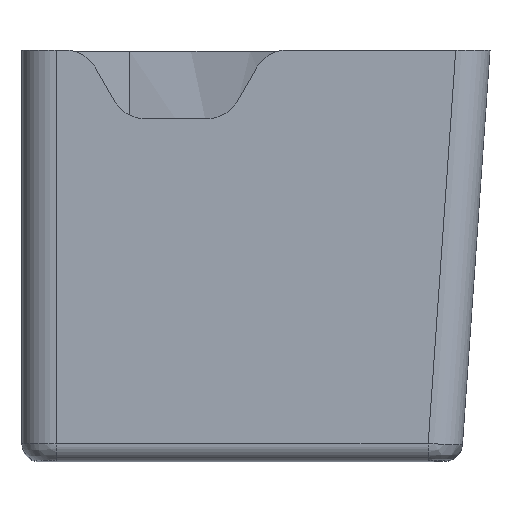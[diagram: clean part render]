
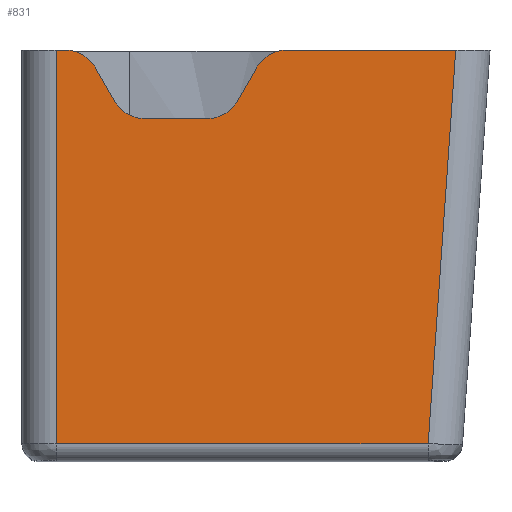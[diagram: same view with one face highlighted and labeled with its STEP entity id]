
A CAD part, top view. The second image highlights one B-rep face of the part: STEP entity #831.
In plain terms, the highlighted planar face has unit normal (0, 0, 1).
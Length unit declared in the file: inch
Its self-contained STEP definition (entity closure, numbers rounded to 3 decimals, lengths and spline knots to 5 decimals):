
#38=PLANE('',#903);
#57=FACE_OUTER_BOUND('',#107,.T.);
#107=EDGE_LOOP('',(#571,#572,#573,#574,#575,#576,#577,#578,#579,#580,#581,
#582));
#157=LINE('',#1282,#229);
#166=LINE('',#1312,#238);
#167=LINE('',#1316,#239);
#168=LINE('',#1320,#240);
#169=LINE('',#1324,#241);
#170=LINE('',#1326,#242);
#171=LINE('',#1328,#243);
#172=LINE('',#1329,#244);
#229=VECTOR('',#1006,0.3937);
#238=VECTOR('',#1029,0.3937);
#239=VECTOR('',#1032,0.3937);
#240=VECTOR('',#1035,0.3937);
#241=VECTOR('',#1038,0.3937);
#242=VECTOR('',#1039,0.3937);
#243=VECTOR('',#1040,0.3937);
#244=VECTOR('',#1041,0.3937);
#299=CIRCLE('',#894,0.25);
#303=CIRCLE('',#904,0.25);
#304=CIRCLE('',#905,0.25);
#305=CIRCLE('',#906,0.25);
#343=VERTEX_POINT('',#1272);
#344=VERTEX_POINT('',#1273);
#347=VERTEX_POINT('',#1281);
#361=VERTEX_POINT('',#1311);
#362=VERTEX_POINT('',#1313);
#363=VERTEX_POINT('',#1315);
#364=VERTEX_POINT('',#1317);
#365=VERTEX_POINT('',#1319);
#366=VERTEX_POINT('',#1321);
#367=VERTEX_POINT('',#1323);
#368=VERTEX_POINT('',#1325);
#369=VERTEX_POINT('',#1327);
#423=EDGE_CURVE('',#343,#344,#299,.T.);
#427=EDGE_CURVE('',#347,#344,#157,.T.);
#442=EDGE_CURVE('',#343,#361,#166,.T.);
#443=EDGE_CURVE('',#362,#361,#303,.T.);
#444=EDGE_CURVE('',#362,#363,#167,.T.);
#445=EDGE_CURVE('',#364,#363,#304,.T.);
#446=EDGE_CURVE('',#364,#365,#168,.T.);
#447=EDGE_CURVE('',#366,#365,#305,.T.);
#448=EDGE_CURVE('',#366,#367,#169,.T.);
#449=EDGE_CURVE('',#367,#368,#170,.T.);
#450=EDGE_CURVE('',#368,#369,#171,.T.);
#451=EDGE_CURVE('',#369,#347,#172,.T.);
#571=ORIENTED_EDGE('',*,*,#423,.F.);
#572=ORIENTED_EDGE('',*,*,#442,.T.);
#573=ORIENTED_EDGE('',*,*,#443,.F.);
#574=ORIENTED_EDGE('',*,*,#444,.T.);
#575=ORIENTED_EDGE('',*,*,#445,.F.);
#576=ORIENTED_EDGE('',*,*,#446,.T.);
#577=ORIENTED_EDGE('',*,*,#447,.F.);
#578=ORIENTED_EDGE('',*,*,#448,.T.);
#579=ORIENTED_EDGE('',*,*,#449,.T.);
#580=ORIENTED_EDGE('',*,*,#450,.T.);
#581=ORIENTED_EDGE('',*,*,#451,.T.);
#582=ORIENTED_EDGE('',*,*,#427,.T.);
#831=ADVANCED_FACE('',(#57),#38,.F.);
#894=AXIS2_PLACEMENT_3D('',#1274,#998,#999);
#903=AXIS2_PLACEMENT_3D('',#1310,#1027,#1028);
#904=AXIS2_PLACEMENT_3D('',#1314,#1030,#1031);
#905=AXIS2_PLACEMENT_3D('',#1318,#1033,#1034);
#906=AXIS2_PLACEMENT_3D('',#1322,#1036,#1037);
#998=DIRECTION('center_axis',(0.,0.,-1.));
#999=DIRECTION('ref_axis',(-0.5,0.866,0.));
#1006=DIRECTION('',(-1.,0.,0.));
#1027=DIRECTION('center_axis',(0.,0.,-1.));
#1028=DIRECTION('ref_axis',(-1.,0.,0.));
#1029=DIRECTION('',(-0.5,-0.866,0.));
#1030=DIRECTION('center_axis',(0.,0.,1.));
#1031=DIRECTION('ref_axis',(0.5,-0.866,0.));
#1032=DIRECTION('',(-1.,0.,0.));
#1033=DIRECTION('center_axis',(0.,0.,1.));
#1034=DIRECTION('ref_axis',(-0.5,-0.866,0.));
#1035=DIRECTION('',(-0.5,0.866,0.));
#1036=DIRECTION('center_axis',(0.,0.,-1.));
#1037=DIRECTION('ref_axis',(0.5,0.866,0.));
#1038=DIRECTION('',(-1.,0.,0.));
#1039=DIRECTION('',(0.,-1.,0.));
#1040=DIRECTION('',(1.,0.,0.));
#1041=DIRECTION('',(0.07,0.998,0.));
#1272=CARTESIAN_POINT('',(1.73151,2.875,-0.015));
#1273=CARTESIAN_POINT('',(1.94801,3.,-0.015));
#1274=CARTESIAN_POINT('Origin',(1.94801,2.75,-0.015));
#1281=CARTESIAN_POINT('',(3.18317,3.,-0.015));
#1282=CARTESIAN_POINT('',(0.015,3.,-0.015));
#1310=CARTESIAN_POINT('Origin',(3.224,0.,-0.015));
#1311=CARTESIAN_POINT('',(1.58717,2.625,-0.015));
#1312=CARTESIAN_POINT('',(1.31236,2.14902,-0.015));
#1313=CARTESIAN_POINT('',(1.37066,2.5,-0.015));
#1314=CARTESIAN_POINT('Origin',(1.37066,2.75,-0.015));
#1315=CARTESIAN_POINT('',(0.90934,2.5,-0.015));
#1316=CARTESIAN_POINT('',(2.182,2.5,-0.015));
#1317=CARTESIAN_POINT('',(0.69283,2.625,-0.015));
#1318=CARTESIAN_POINT('Origin',(0.90934,2.75,-0.015));
#1319=CARTESIAN_POINT('',(0.54849,2.875,-0.015));
#1320=CARTESIAN_POINT('',(1.48864,1.24662,-0.015));
#1321=CARTESIAN_POINT('',(0.33199,3.,-0.015));
#1322=CARTESIAN_POINT('Origin',(0.33199,2.75,-0.015));
#1323=CARTESIAN_POINT('',(0.265,3.,-0.015));
#1324=CARTESIAN_POINT('',(0.015,3.,-0.015));
#1325=CARTESIAN_POINT('',(0.265,0.125,-0.015));
#1326=CARTESIAN_POINT('',(0.265,0.,-0.015));
#1327=CARTESIAN_POINT('',(2.98213,0.125,-0.015));
#1328=CARTESIAN_POINT('',(2.42175,0.125,-0.015));
#1329=CARTESIAN_POINT('',(2.97461,0.01744,-0.015));
